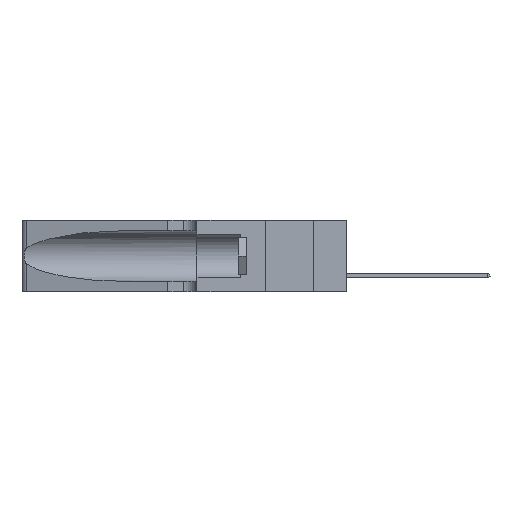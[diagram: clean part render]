
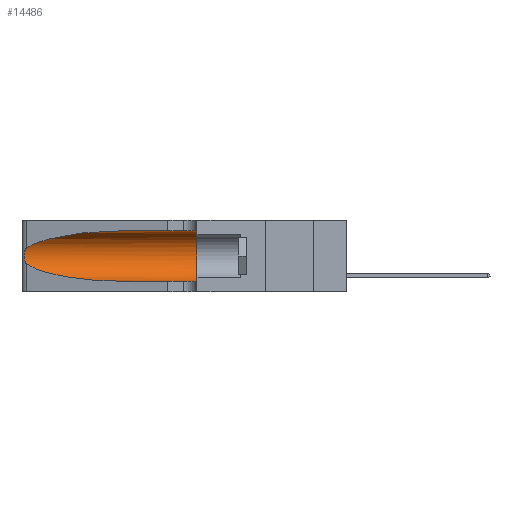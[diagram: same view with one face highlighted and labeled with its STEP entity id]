
A CAD part, left-side view. The second image highlights one B-rep face of the part: STEP entity #14486.
In plain terms, the highlighted cylindrical face has radius 3.308 mm (diameter 6.617 mm), a partial arc.
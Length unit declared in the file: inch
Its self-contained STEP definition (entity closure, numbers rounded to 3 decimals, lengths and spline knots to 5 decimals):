
#142 = FACE_OUTER_BOUND ( 'NONE', #17580, .T. ) ;
#743 = CARTESIAN_POINT ( 'NONE',  ( 0.1305, 0.72297, 0.31525 ) ) ;
#956 =( BOUNDED_CURVE ( )  B_SPLINE_CURVE ( 3, ( #8196, #6154, #2347, #7949 ),
 .UNSPECIFIED., .F., .F. ) 
 B_SPLINE_CURVE_WITH_KNOTS ( ( 4, 4 ),
 ( 1.5708, 2.84003 ),
 .UNSPECIFIED. ) 
 CURVE ( )  GEOMETRIC_REPRESENTATION_ITEM ( )  RATIONAL_B_SPLINE_CURVE ( ( 1., 0.87, 0.87, 1. ) ) 
 REPRESENTATION_ITEM ( '' )  );
#1082 = CARTESIAN_POINT ( 'NONE',  ( 0.1305, 0.72297, 0.05475 ) ) ;
#1132 = VERTEX_POINT ( 'NONE', #1624 ) ;
#1444 = ORIENTED_EDGE ( 'NONE', *, *, #5384, .T. ) ;
#1573 = CARTESIAN_POINT ( 'NONE',  ( 0.25789, 1.23486, 0.15765 ) ) ;
#1624 = CARTESIAN_POINT ( 'NONE',  ( 0.1305, 0.72297, 0.05475 ) ) ;
#2347 = CARTESIAN_POINT ( 'NONE',  ( 0.2373, 1.15595, 0.28018 ) ) ;
#2481 = DIRECTION ( 'NONE',  ( 0., -1., 0. ) ) ;
#2955 = VERTEX_POINT ( 'NONE', #743 ) ;
#3250 = EDGE_CURVE ( 'NONE', #10295, #8990, #9680, .T. ) ;
#3889 = CARTESIAN_POINT ( 'NONE',  ( 0.25487, 1.22718, 0.22369 ) ) ;
#4212 = B_SPLINE_CURVE_WITH_KNOTS ( 'NONE', 3,
 ( #3889, #15368, #6058, #16965, #9564, #7774, #17824, #8153, #10328, #10082, #1573, #16456, #12765, #22108 ),
 .UNSPECIFIED., .F., .F.,
 ( 4, 2, 2, 2, 2, 2, 4 ),
 ( 0., 0.00027, 0.00053, 0.00107, 0.0016, 0.00187, 0.00214 ),
 .UNSPECIFIED. ) ;
#5384 = EDGE_CURVE ( 'NONE', #2955, #22611, #956, .T. ) ;
#5640 = CYLINDRICAL_SURFACE ( 'NONE', #18286, 0.13025 ) ;
#6058 = CARTESIAN_POINT ( 'NONE',  ( 0.25639, 1.23184, 0.21858 ) ) ;
#6154 = CARTESIAN_POINT ( 'NONE',  ( 0.18966, 0.96281, 0.31525 ) ) ;
#6397 = CARTESIAN_POINT ( 'NONE',  ( 0.25487, 1.22718, 0.14631 ) ) ;
#7229 = ORIENTED_EDGE ( 'NONE', *, *, #19393, .F. ) ;
#7698 = DIRECTION ( 'NONE',  ( 0., 0., 1. ) ) ;
#7774 = CARTESIAN_POINT ( 'NONE',  ( 0.26018, 1.23835, 0.19895 ) ) ;
#7949 = CARTESIAN_POINT ( 'NONE',  ( 0.25487, 1.22718, 0.22369 ) ) ;
#8153 = CARTESIAN_POINT ( 'NONE',  ( 0.26075, 1.23896, 0.178 ) ) ;
#8196 = CARTESIAN_POINT ( 'NONE',  ( 0.1305, 0.72297, 0.31525 ) ) ;
#8990 = VERTEX_POINT ( 'NONE', #21686 ) ;
#9564 = CARTESIAN_POINT ( 'NONE',  ( 0.25854, 1.2359, 0.20912 ) ) ;
#9637 = EDGE_CURVE ( 'NONE', #22611, #19389, #4212, .T. ) ;
#9680 = CIRCLE ( 'NONE', #12994, 0.13025 ) ;
#10082 = CARTESIAN_POINT ( 'NONE',  ( 0.25856, 1.23593, 0.16098 ) ) ;
#10295 = VERTEX_POINT ( 'NONE', #18274 ) ;
#10328 = CARTESIAN_POINT ( 'NONE',  ( 0.26017, 1.23833, 0.17102 ) ) ;
#10394 = CARTESIAN_POINT ( 'NONE',  ( 0.18966, 0.96281, 0.05475 ) ) ;
#10645 = LINE ( 'NONE', #13808, #21998 ) ;
#11438 = VECTOR ( 'NONE', #15851, 39.37008 ) ;
#11500 = DIRECTION ( 'NONE',  ( 0., 1., 0. ) ) ;
#12144 = CARTESIAN_POINT ( 'NONE',  ( 0.1305, 1.61858, 0.185 ) ) ;
#12186 = CARTESIAN_POINT ( 'NONE',  ( 0.25487, 1.22718, 0.14631 ) ) ;
#12765 = CARTESIAN_POINT ( 'NONE',  ( 0.25555, 1.22993, 0.14849 ) ) ;
#12994 = AXIS2_PLACEMENT_3D ( 'NONE', #16964, #11500, #7698 ) ;
#13808 = CARTESIAN_POINT ( 'NONE',  ( 0.1305, 1.61858, 0.31525 ) ) ;
#13889 = DIRECTION ( 'NONE',  ( 0., -1., 0. ) ) ;
#14486 = ADVANCED_FACE ( 'NONE', ( #142 ), #5640, .F. ) ;
#14912 = CARTESIAN_POINT ( 'NONE',  ( 0.25487, 1.22718, 0.22369 ) ) ;
#15139 = ORIENTED_EDGE ( 'NONE', *, *, #21832, .T. ) ;
#15368 = CARTESIAN_POINT ( 'NONE',  ( 0.25555, 1.22994, 0.2215 ) ) ;
#15525 = DIRECTION ( 'NONE',  ( 0., 0., -1. ) ) ;
#15851 = DIRECTION ( 'NONE',  ( 0., -1., 0. ) ) ;
#16456 = CARTESIAN_POINT ( 'NONE',  ( 0.25639, 1.23186, 0.15144 ) ) ;
#16787 = ORIENTED_EDGE ( 'NONE', *, *, #3250, .F. ) ;
#16899 = ORIENTED_EDGE ( 'NONE', *, *, #9637, .T. ) ;
#16964 = CARTESIAN_POINT ( 'NONE',  ( 0.1305, 0.35, 0.185 ) ) ;
#16965 = CARTESIAN_POINT ( 'NONE',  ( 0.25787, 1.23484, 0.2124 ) ) ;
#17167 =( BOUNDED_CURVE ( )  B_SPLINE_CURVE ( 3, ( #12186, #21533, #10394, #1082 ),
 .UNSPECIFIED., .F., .T. ) 
 B_SPLINE_CURVE_WITH_KNOTS ( ( 4, 4 ),
 ( 3.44316, 4.71239 ),
 .UNSPECIFIED. ) 
 CURVE ( )  GEOMETRIC_REPRESENTATION_ITEM ( )  RATIONAL_B_SPLINE_CURVE ( ( 1., 0.87, 0.87, 1. ) ) 
 REPRESENTATION_ITEM ( '' )  );
#17580 = EDGE_LOOP ( 'NONE', ( #1444, #16899, #21801, #15139, #16787, #7229 ) ) ;
#17824 = CARTESIAN_POINT ( 'NONE',  ( 0.26075, 1.23896, 0.19203 ) ) ;
#18274 = CARTESIAN_POINT ( 'NONE',  ( 0.1305, 0.35, 0.31525 ) ) ;
#18286 = AXIS2_PLACEMENT_3D ( 'NONE', #12144, #2481, #15525 ) ;
#18941 = EDGE_CURVE ( 'NONE', #19389, #1132, #17167, .T. ) ;
#19389 = VERTEX_POINT ( 'NONE', #6397 ) ;
#19393 = EDGE_CURVE ( 'NONE', #2955, #10295, #10645, .T. ) ;
#21533 = CARTESIAN_POINT ( 'NONE',  ( 0.2373, 1.15595, 0.08982 ) ) ;
#21686 = CARTESIAN_POINT ( 'NONE',  ( 0.1305, 0.35, 0.05475 ) ) ;
#21801 = ORIENTED_EDGE ( 'NONE', *, *, #18941, .T. ) ;
#21832 = EDGE_CURVE ( 'NONE', #1132, #8990, #21910, .T. ) ;
#21910 = LINE ( 'NONE', #23278, #11438 ) ;
#21998 = VECTOR ( 'NONE', #13889, 39.37008 ) ;
#22108 = CARTESIAN_POINT ( 'NONE',  ( 0.25487, 1.22718, 0.14631 ) ) ;
#22611 = VERTEX_POINT ( 'NONE', #14912 ) ;
#23278 = CARTESIAN_POINT ( 'NONE',  ( 0.1305, 1.61858, 0.05475 ) ) ;
